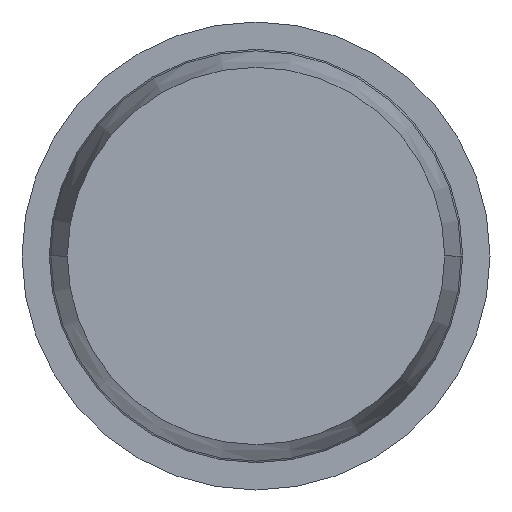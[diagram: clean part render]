
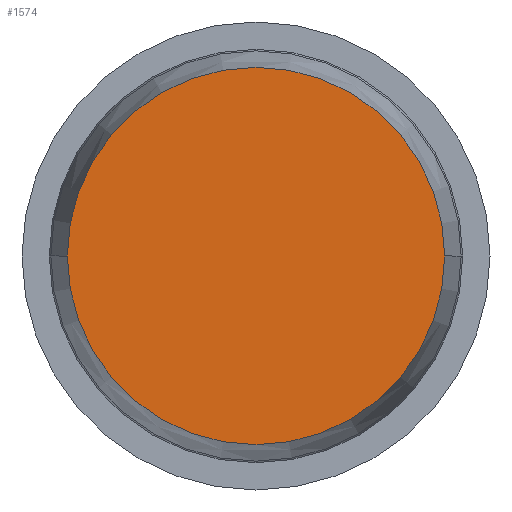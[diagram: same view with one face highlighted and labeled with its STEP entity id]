
A CAD part, front view. The second image highlights one B-rep face of the part: STEP entity #1574.
In plain terms, the highlighted planar face has unit normal (0, -1, 0).
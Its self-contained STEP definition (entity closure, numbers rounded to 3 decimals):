
#26 = CARTESIAN_POINT ( 'NONE',  ( 0., -19., 0. ) ) ;
#305 = EDGE_CURVE ( 'Defeature ausgef�hrt1_2+Defeature ausgef�hrt1_11+Defeature ausgef�hrt1_11+Defeature ausgef�hrt1_11', #2746, #672, #519, .T. ) ;
#441 = CIRCLE ( 'NONE', #1983, 1.209 ) ;
#445 = PLANE ( 'NONE',  #2198 ) ;
#519 = CIRCLE ( 'NONE', #1023, 1.209 ) ;
#623 = CARTESIAN_POINT ( 'NONE',  ( 0., -19., 0. ) ) ;
#672 = VERTEX_POINT ( 'NONE', #4554 ) ;
#1023 = AXIS2_PLACEMENT_3D ( 'NONE', #623, #1716, #3242 ) ;
#1574 = ADVANCED_FACE ( 'Defeature ausgef�hrt1_2', ( #4265 ), #445, .T. ) ;
#1716 = DIRECTION ( 'NONE',  ( 0., -1., 0. ) ) ;
#1983 = AXIS2_PLACEMENT_3D ( 'NONE', #3204, #3597, #4704 ) ;
#2198 = AXIS2_PLACEMENT_3D ( 'NONE', #26, #4143, #3044 ) ;
#2746 = VERTEX_POINT ( 'NONE', #3203 ) ;
#3044 = DIRECTION ( 'NONE',  ( 1., 0., 0. ) ) ;
#3203 = CARTESIAN_POINT ( 'NONE',  ( -1.209, -19., 0. ) ) ;
#3204 = CARTESIAN_POINT ( 'NONE',  ( 0., -19., 0. ) ) ;
#3213 = ORIENTED_EDGE ( 'NONE', *, *, #305, .T. ) ;
#3242 = DIRECTION ( 'NONE',  ( 1., 0., 0. ) ) ;
#3306 = EDGE_CURVE ( 'Defeature ausgef�hrt1_2+Defeature ausgef�hrt1_11+Defeature ausgef�hrt1_11+Defeature ausgef�hrt1_11', #672, #2746, #441, .T. ) ;
#3502 = EDGE_LOOP ( 'NONE', ( #3213, #4055 ) ) ;
#3597 = DIRECTION ( 'NONE',  ( 0., -1., 0. ) ) ;
#4055 = ORIENTED_EDGE ( 'NONE', *, *, #3306, .T. ) ;
#4143 = DIRECTION ( 'NONE',  ( 0., -1., 0. ) ) ;
#4265 = FACE_OUTER_BOUND ( 'NONE', #3502, .T. ) ;
#4554 = CARTESIAN_POINT ( 'NONE',  ( 1.209, -19., 0. ) ) ;
#4704 = DIRECTION ( 'NONE',  ( 1., 0., 0. ) ) ;
